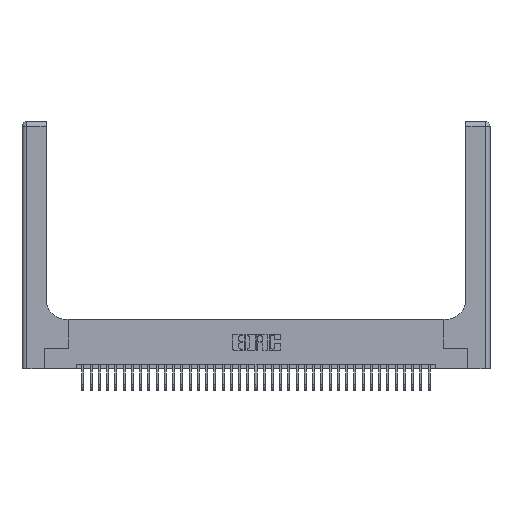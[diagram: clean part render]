
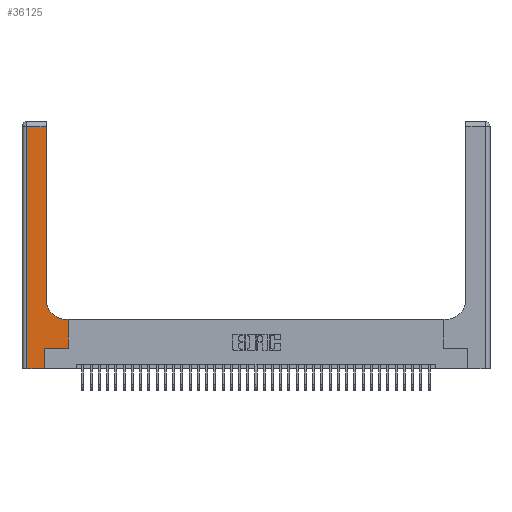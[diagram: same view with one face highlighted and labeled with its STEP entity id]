
A CAD part, top view. The second image highlights one B-rep face of the part: STEP entity #36125.
In plain terms, the highlighted planar face has unit normal (0, 0, 1).
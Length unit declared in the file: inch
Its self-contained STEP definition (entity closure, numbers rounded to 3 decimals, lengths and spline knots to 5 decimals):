
#524 = VECTOR ( 'NONE', #20570, 39.37008 ) ;
#1680 = VECTOR ( 'NONE', #32056, 39.37008 ) ;
#1966 = EDGE_CURVE ( 'NONE', #35756, #26533, #30230, .T. ) ;
#2005 = AXIS2_PLACEMENT_3D ( 'NONE', #21258, #3937, #24183 ) ;
#2072 = CARTESIAN_POINT ( 'NONE',  ( 0., 3., 0.37 ) ) ;
#3255 = CARTESIAN_POINT ( 'NONE',  ( 0.269, 0., 0.37 ) ) ;
#3937 = DIRECTION ( 'NONE',  ( 0., 0., -1. ) ) ;
#4503 = FACE_OUTER_BOUND ( 'NONE', #4704, .T. ) ;
#4704 = EDGE_LOOP ( 'NONE', ( #5188, #30122, #28767, #31464, #6151, #37353, #17007, #16147, #17139 ) ) ;
#5188 = ORIENTED_EDGE ( 'NONE', *, *, #24969, .T. ) ;
#6151 = ORIENTED_EDGE ( 'NONE', *, *, #8445, .T. ) ;
#6177 = VERTEX_POINT ( 'NONE', #10142 ) ;
#7134 = VECTOR ( 'NONE', #27348, 39.37008 ) ;
#7280 = CARTESIAN_POINT ( 'NONE',  ( 0.269, 0., 0.37 ) ) ;
#8445 = EDGE_CURVE ( 'NONE', #17510, #20027, #15929, .T. ) ;
#9445 = CARTESIAN_POINT ( 'NONE',  ( 0.5415, 0.6, 0.37 ) ) ;
#10030 = CARTESIAN_POINT ( 'NONE',  ( 0., 2.94, 0.37 ) ) ;
#10142 = CARTESIAN_POINT ( 'NONE',  ( 0.06, 0., 0.37 ) ) ;
#10615 = CARTESIAN_POINT ( 'NONE',  ( 0.5585, 0.25, 0.37 ) ) ;
#10724 = VECTOR ( 'NONE', #31967, 39.37008 ) ;
#10801 = VECTOR ( 'NONE', #18467, 39.37008 ) ;
#10920 = DIRECTION ( 'NONE',  ( 0., 1., 0. ) ) ;
#11023 = CARTESIAN_POINT ( 'NONE',  ( 0.06, 2.94, 0.37 ) ) ;
#12041 = CARTESIAN_POINT ( 'NONE',  ( 0.2915, 2.94, 0.37 ) ) ;
#12468 = EDGE_CURVE ( 'NONE', #14840, #19699, #17481, .T. ) ;
#12473 = CARTESIAN_POINT ( 'NONE',  ( 0.269, 0.25, 0.37 ) ) ;
#12696 = CARTESIAN_POINT ( 'NONE',  ( 0., 0., 0.37 ) ) ;
#13201 = VECTOR ( 'NONE', #21937, 39.37008 ) ;
#13243 = CARTESIAN_POINT ( 'NONE',  ( 0.2915, 3., 0.37 ) ) ;
#13514 = EDGE_CURVE ( 'NONE', #27073, #14840, #18735, .T. ) ;
#13753 = DIRECTION ( 'NONE',  ( -1., 0., 0. ) ) ;
#14658 = CARTESIAN_POINT ( 'NONE',  ( 0.2915, 0.6, 0.37 ) ) ;
#14752 = EDGE_CURVE ( 'NONE', #6177, #17510, #26680, .T. ) ;
#14840 = VERTEX_POINT ( 'NONE', #21618 ) ;
#15568 = DIRECTION ( 'NONE',  ( 1., 0., 0. ) ) ;
#15921 = EDGE_CURVE ( 'NONE', #26533, #6177, #24811, .T. ) ;
#15929 = LINE ( 'NONE', #3255, #524 ) ;
#16147 = ORIENTED_EDGE ( 'NONE', *, *, #12468, .T. ) ;
#17007 = ORIENTED_EDGE ( 'NONE', *, *, #13514, .T. ) ;
#17139 = ORIENTED_EDGE ( 'NONE', *, *, #26192, .T. ) ;
#17481 = LINE ( 'NONE', #14658, #10724 ) ;
#17510 = VERTEX_POINT ( 'NONE', #7280 ) ;
#17646 = CARTESIAN_POINT ( 'NONE',  ( 0.06, 3., 0.37 ) ) ;
#18467 = DIRECTION ( 'NONE',  ( 1., 0., 0. ) ) ;
#18735 = LINE ( 'NONE', #25456, #33207 ) ;
#19414 = PLANE ( 'NONE',  #23095 ) ;
#19699 = VERTEX_POINT ( 'NONE', #9445 ) ;
#20027 = VERTEX_POINT ( 'NONE', #12473 ) ;
#20570 = DIRECTION ( 'NONE',  ( 0., 1., 0. ) ) ;
#20884 = LINE ( 'NONE', #13243, #13201 ) ;
#21258 = CARTESIAN_POINT ( 'NONE',  ( 0.5415, 0.85, 0.37 ) ) ;
#21618 = CARTESIAN_POINT ( 'NONE',  ( 0.5585, 0.6, 0.37 ) ) ;
#21937 = DIRECTION ( 'NONE',  ( 0., 1., 0. ) ) ;
#23095 = AXIS2_PLACEMENT_3D ( 'NONE', #2072, #31079, #13753 ) ;
#24183 = DIRECTION ( 'NONE',  ( 1., 0., 0. ) ) ;
#24811 = LINE ( 'NONE', #17646, #1680 ) ;
#24969 = EDGE_CURVE ( 'NONE', #32830, #35756, #20884, .T. ) ;
#25271 = LINE ( 'NONE', #35784, #10801 ) ;
#25456 = CARTESIAN_POINT ( 'NONE',  ( 0.5585, 0.25, 0.37 ) ) ;
#26192 = EDGE_CURVE ( 'NONE', #19699, #32830, #34806, .T. ) ;
#26533 = VERTEX_POINT ( 'NONE', #11023 ) ;
#26680 = LINE ( 'NONE', #12696, #33396 ) ;
#27073 = VERTEX_POINT ( 'NONE', #10615 ) ;
#27348 = DIRECTION ( 'NONE',  ( -1., 0., 0. ) ) ;
#28767 = ORIENTED_EDGE ( 'NONE', *, *, #15921, .T. ) ;
#30122 = ORIENTED_EDGE ( 'NONE', *, *, #1966, .T. ) ;
#30230 = LINE ( 'NONE', #10030, #7134 ) ;
#31079 = DIRECTION ( 'NONE',  ( 0., 0., -1. ) ) ;
#31464 = ORIENTED_EDGE ( 'NONE', *, *, #14752, .T. ) ;
#31967 = DIRECTION ( 'NONE',  ( -1., 0., 0. ) ) ;
#32056 = DIRECTION ( 'NONE',  ( 0., -1., 0. ) ) ;
#32830 = VERTEX_POINT ( 'NONE', #32873 ) ;
#32873 = CARTESIAN_POINT ( 'NONE',  ( 0.2915, 0.85, 0.37 ) ) ;
#33207 = VECTOR ( 'NONE', #10920, 39.37008 ) ;
#33396 = VECTOR ( 'NONE', #15568, 39.37008 ) ;
#34806 = CIRCLE ( 'NONE', #2005, 0.25 ) ;
#35756 = VERTEX_POINT ( 'NONE', #12041 ) ;
#35784 = CARTESIAN_POINT ( 'NONE',  ( 0.269, 0.25, 0.37 ) ) ;
#36125 = ADVANCED_FACE ( 'NONE', ( #4503 ), #19414, .F. ) ;
#37305 = EDGE_CURVE ( 'NONE', #20027, #27073, #25271, .T. ) ;
#37353 = ORIENTED_EDGE ( 'NONE', *, *, #37305, .T. ) ;
